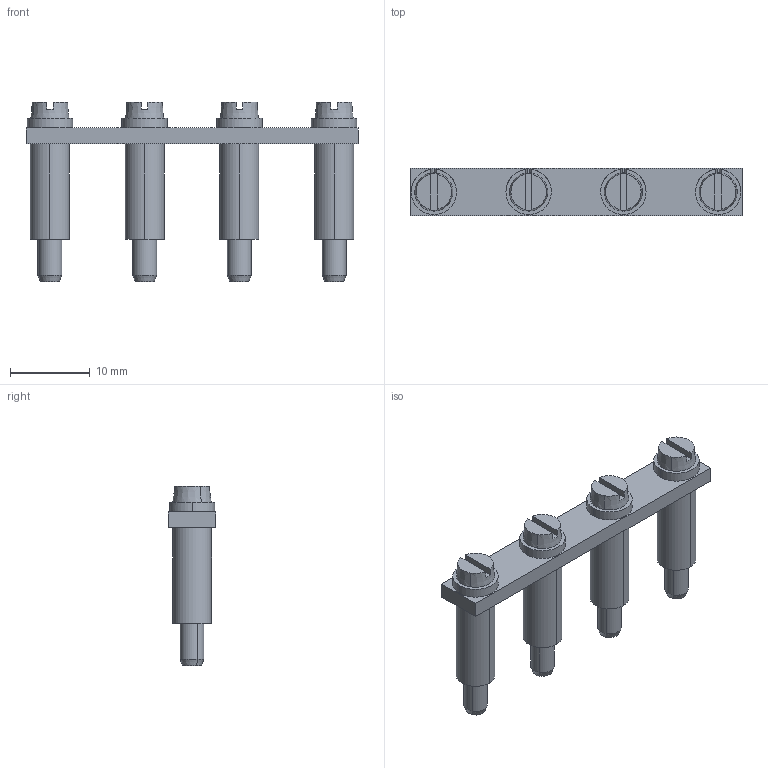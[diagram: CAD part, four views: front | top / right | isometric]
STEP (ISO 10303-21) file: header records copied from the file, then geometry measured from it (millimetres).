
FILE_DESCRIPTION(('CATIA V5 STEP Exchange','CAx-IF Rec.Pracs.--- Model Styling and Organization---1.4--- 2014-01-23'),'2;1');
FILE_NAME ('002019-3_0_0457700000_0457700000.stp','2020-12-01T10:52:00+00:00',('none'),('Weidmueller'),'CATIA Version 5-6 Release 2016 SP3 HF44','CATIA V5 STEP AP214','none');
FILE_SCHEMA(('AUTOMOTIVE_DESIGN { 1 0 10303 214 1 1 1 1 }'));
Length unit declared in the file: millimetre
Products named in the file (1): 0457700000
Bounding box: 41.7 x 6 x 22.5 mm (x, y, z)
Volume: 1638.7 mm3; surface area: 3363.6 mm2
Topology: 13 solids, 13 shells, 162 faces, 356 edges, 224 vertices
Faces by surface type: plane 74, cylinder 64, cone 24
Entity records: 4098 total; most frequent: CARTESIAN_POINT 787, ORIENTED_EDGE 712, DIRECTION 544, EDGE_CURVE 356, AXIS2_PLACEMENT_3D 279, VERTEX_POINT 224, EDGE_LOOP 174, CIRCLE 168
